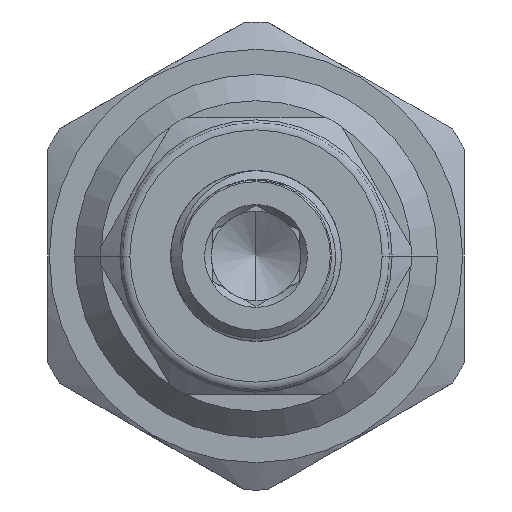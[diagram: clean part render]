
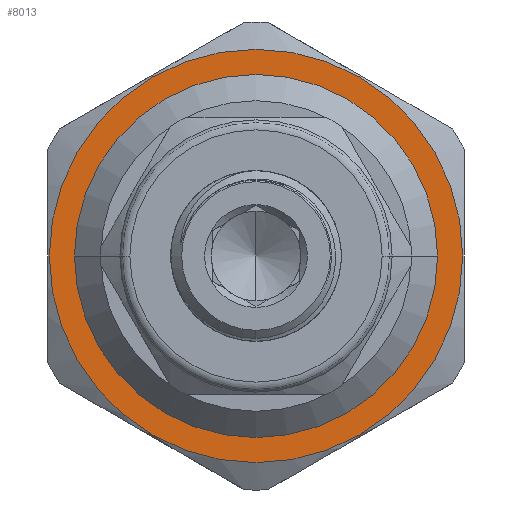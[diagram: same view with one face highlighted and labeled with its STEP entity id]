
A CAD part, left-side view. The second image highlights one B-rep face of the part: STEP entity #8013.
In plain terms, the highlighted planar face has unit normal (-1, 0, 0).
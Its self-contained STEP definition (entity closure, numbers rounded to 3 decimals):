
#40 = AXIS2_PLACEMENT_3D ( 'NONE', #3224, #969, #14866 ) ;
#285 = VERTEX_POINT ( 'NONE', #1765 ) ;
#363 = DIRECTION ( 'NONE',  ( 0., 1., 0. ) ) ;
#712 = DIRECTION ( 'NONE',  ( 0., 1., 0. ) ) ;
#776 = EDGE_LOOP ( 'NONE', ( #5794, #8367 ) ) ;
#969 = DIRECTION ( 'NONE',  ( 1., 0., 0. ) ) ;
#1765 = CARTESIAN_POINT ( 'NONE',  ( 13.84, -9.45, 0. ) ) ;
#2063 = PLANE ( 'NONE',  #40 ) ;
#2744 = DIRECTION ( 'NONE',  ( 0., 1., 0. ) ) ;
#3224 = CARTESIAN_POINT ( 'NONE',  ( 13.84, 0., -8.3 ) ) ;
#4142 = CARTESIAN_POINT ( 'NONE',  ( 13.84, 0., 0. ) ) ;
#4443 = CIRCLE ( 'NONE', #5742, 8.3 ) ;
#5332 = VERTEX_POINT ( 'NONE', #5526 ) ;
#5409 = FACE_BOUND ( 'NONE', #776, .T. ) ;
#5526 = CARTESIAN_POINT ( 'NONE',  ( 13.84, -8.3, 0. ) ) ;
#5613 = VERTEX_POINT ( 'NONE', #6231 ) ;
#5700 = EDGE_CURVE ( 'NONE', #285, #13406, #7606, .T. ) ;
#5742 = AXIS2_PLACEMENT_3D ( 'NONE', #14053, #7138, #363 ) ;
#5794 = ORIENTED_EDGE ( 'NONE', *, *, #9966, .F. ) ;
#6020 = CARTESIAN_POINT ( 'NONE',  ( 13.84, 0., 0. ) ) ;
#6231 = CARTESIAN_POINT ( 'NONE',  ( 13.84, 8.3, 0. ) ) ;
#6657 = CIRCLE ( 'NONE', #14527, 9.45 ) ;
#6751 = CIRCLE ( 'NONE', #7622, 8.3 ) ;
#7138 = DIRECTION ( 'NONE',  ( -1., 0., 0. ) ) ;
#7375 = FACE_OUTER_BOUND ( 'NONE', #13501, .T. ) ;
#7606 = CIRCLE ( 'NONE', #12619, 9.45 ) ;
#7622 = AXIS2_PLACEMENT_3D ( 'NONE', #4142, #13329, #712 ) ;
#7745 = EDGE_CURVE ( 'NONE', #13406, #285, #6657, .T. ) ;
#8013 = ADVANCED_FACE ( 'NONE', ( #5409, #7375 ), #2063, .F. ) ;
#8135 = DIRECTION ( 'NONE',  ( -1., 0., 0. ) ) ;
#8367 = ORIENTED_EDGE ( 'NONE', *, *, #13358, .F. ) ;
#9649 = DIRECTION ( 'NONE',  ( -1., 0., 0. ) ) ;
#9966 = EDGE_CURVE ( 'NONE', #5613, #5332, #4443, .T. ) ;
#10452 = DIRECTION ( 'NONE',  ( 0., 1., 0. ) ) ;
#12153 = ORIENTED_EDGE ( 'NONE', *, *, #5700, .T. ) ;
#12253 = CARTESIAN_POINT ( 'NONE',  ( 13.84, 9.45, 0. ) ) ;
#12619 = AXIS2_PLACEMENT_3D ( 'NONE', #14338, #9649, #2744 ) ;
#13303 = ORIENTED_EDGE ( 'NONE', *, *, #7745, .T. ) ;
#13329 = DIRECTION ( 'NONE',  ( -1., 0., 0. ) ) ;
#13358 = EDGE_CURVE ( 'NONE', #5332, #5613, #6751, .T. ) ;
#13406 = VERTEX_POINT ( 'NONE', #12253 ) ;
#13501 = EDGE_LOOP ( 'NONE', ( #12153, #13303 ) ) ;
#14053 = CARTESIAN_POINT ( 'NONE',  ( 13.84, 0., 0. ) ) ;
#14338 = CARTESIAN_POINT ( 'NONE',  ( 13.84, 0., 0. ) ) ;
#14527 = AXIS2_PLACEMENT_3D ( 'NONE', #6020, #8135, #10452 ) ;
#14866 = DIRECTION ( 'NONE',  ( 0., -1., 0. ) ) ;
